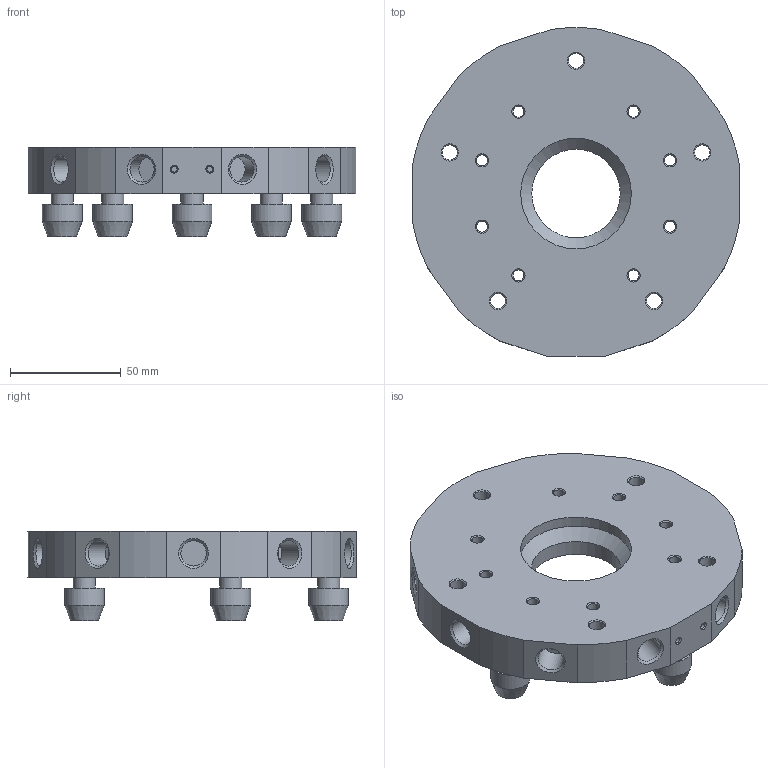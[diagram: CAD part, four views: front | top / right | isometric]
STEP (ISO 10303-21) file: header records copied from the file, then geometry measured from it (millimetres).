
FILE_DESCRIPTION( ( 'Unknown' ), '1' );
FILE_NAME( 'CA.01.01.004.stp', 'Unknown', ( 'Unknown' ), ( 'Unknown' ), 'XStep 1.0', 'Unknown', ' ' );
FILE_SCHEMA( ( 'automotive_design' ) );
Length unit declared in the file: millimetre
Products named in the file (1): Qc150-02
Bounding box: 148 x 148.41 x 40.5 mm (x, y, z)
Volume: 274739.8 mm3; surface area: 66622.8 mm2
Topology: 1 solids, 1 shells, 162 faces, 363 edges, 241 vertices
Faces by surface type: cylinder 66, plane 51, cone 45
Full cylindrical faces by diameter (mm): 2.5 x2, 5 x8, 6.8 x5, 10 x5, 11 x5, 11.5 x10, 16 x10, 18 x5, 40 x1, 50 x1
Entity records: 3851 total; most frequent: DIRECTION 720, CARTESIAN_POINT 667, ORIENTED_EDGE 446, AXIS2_PLACEMENT_3D 339, EDGE_LOOP 325, EDGE_CURVE 223, FACE_OUTER_BOUND 214, VERTEX_POINT 198
